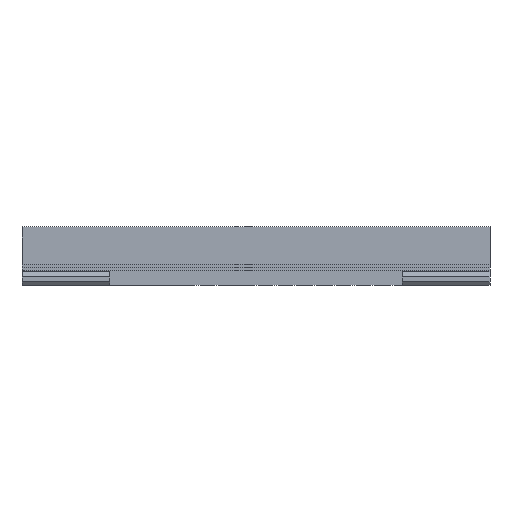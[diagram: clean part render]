
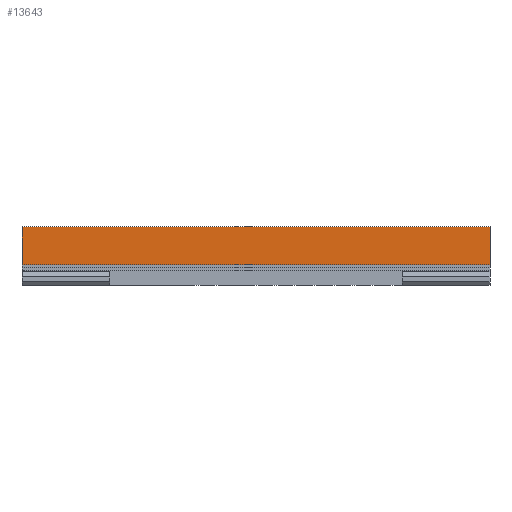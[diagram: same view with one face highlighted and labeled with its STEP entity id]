
A CAD part, left-side view. The second image highlights one B-rep face of the part: STEP entity #13643.
In plain terms, the highlighted planar face has unit normal (-1, 0, 0).
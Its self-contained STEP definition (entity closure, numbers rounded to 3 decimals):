
#991=FACE_OUTER_BOUND('',#1975,.T.);
#1975=EDGE_LOOP('',(#12335,#12336,#12337,#12338));
#3775=LINE('',#20961,#5613);
#3784=LINE('',#20979,#5622);
#3788=LINE('',#20987,#5626);
#3796=LINE('',#21002,#5634);
#5613=VECTOR('',#17275,10.);
#5622=VECTOR('',#17292,10.);
#5626=VECTOR('',#17300,10.);
#5634=VECTOR('',#17316,10.);
#6861=VERTEX_POINT('',#20958);
#6862=VERTEX_POINT('',#20960);
#6867=VERTEX_POINT('',#20978);
#6869=VERTEX_POINT('',#20986);
#8680=EDGE_CURVE('',#6862,#6861,#3775,.T.);
#8689=EDGE_CURVE('',#6862,#6867,#3784,.T.);
#8693=EDGE_CURVE('',#6867,#6869,#3788,.T.);
#8702=EDGE_CURVE('',#6869,#6861,#3796,.T.);
#12335=ORIENTED_EDGE('',*,*,#8689,.F.);
#12336=ORIENTED_EDGE('',*,*,#8680,.T.);
#12337=ORIENTED_EDGE('',*,*,#8702,.F.);
#12338=ORIENTED_EDGE('',*,*,#8693,.F.);
#13024=PLANE('',#14281);
#13643=ADVANCED_FACE('',(#991),#13024,.T.);
#14281=AXIS2_PLACEMENT_3D('',#21001,#17314,#17315);
#17275=DIRECTION('',(0.,0.,1.));
#17292=DIRECTION('',(0.,1.,0.));
#17300=DIRECTION('',(0.,0.,1.));
#17314=DIRECTION('center_axis',(-1.,0.,0.));
#17315=DIRECTION('ref_axis',(0.,-1.,0.));
#17316=DIRECTION('',(0.,-1.,0.));
#20958=CARTESIAN_POINT('',(-36.8,0.,18.));
#20960=CARTESIAN_POINT('',(-36.8,0.,4.));
#20961=CARTESIAN_POINT('',(-36.8,0.,3.));
#20978=CARTESIAN_POINT('',(-36.8,160.,4.));
#20979=CARTESIAN_POINT('',(-36.8,120.,4.));
#20986=CARTESIAN_POINT('',(-36.8,160.,18.));
#20987=CARTESIAN_POINT('',(-36.8,160.,3.));
#21001=CARTESIAN_POINT('Origin',(-36.8,160.,3.));
#21002=CARTESIAN_POINT('',(-36.8,160.,18.));
